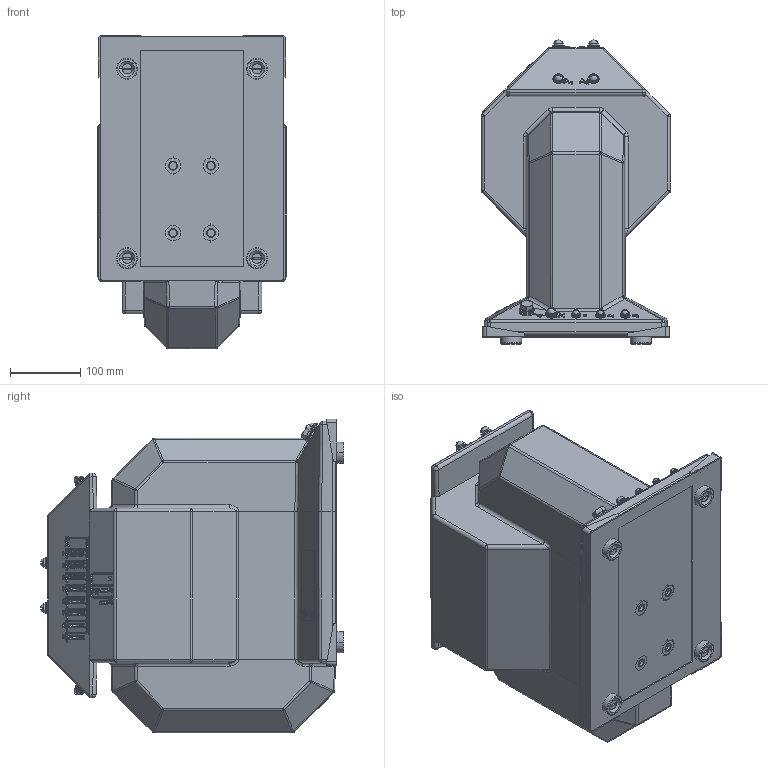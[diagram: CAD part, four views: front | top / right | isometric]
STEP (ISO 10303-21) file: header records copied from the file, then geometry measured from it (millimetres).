
FILE_DESCRIPTION (( 'STEP AP203' ), '1' );
FILE_NAME ('ﾍﾋﾋ-15(35).STEP', '2020-04-21T04:44:38', ( '' ), ( '' ), 'SwSTEP 2.0', 'SolidWorks 2010', '' );
FILE_SCHEMA (( 'CONFIG_CONTROL_DESIGN' ));
Length unit declared in the file: millimetre
Products named in the file (1): ﾍﾋﾋ-15(35)
Bounding box: 270 x 433.18 x 447 mm (x, y, z)
Surface area: 774925.7 mm2 (no closed solid volume)
Topology: 0 solids, 93 shells, 1377 faces, 5014 edges, 3575 vertices
Faces by surface type: plane 627, cone 364, cylinder 245, sphere 80, bspline 43, torus 18
Entity records: 54660 total; most frequent: CARTESIAN_POINT 11852, DIRECTION 9550, ORIENTED_EDGE 7603, EDGE_CURVE 5002, VERTEX_POINT 3575, AXIS2_PLACEMENT_3D 3464, VECTOR 2622, LINE 2622
